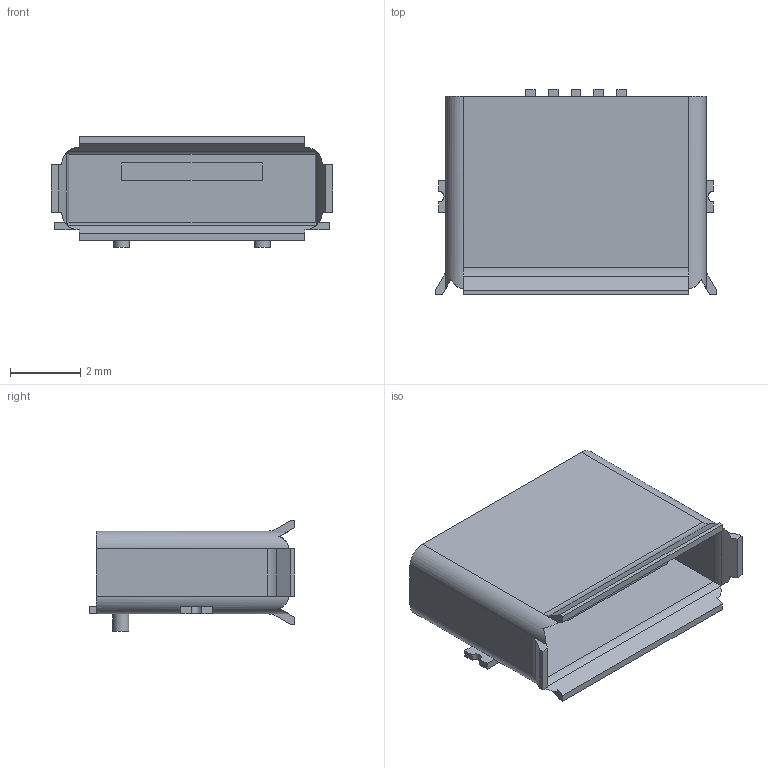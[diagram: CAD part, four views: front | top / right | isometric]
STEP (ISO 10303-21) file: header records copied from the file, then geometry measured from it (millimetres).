
FILE_DESCRIPTION( ( 'Unknown' ), '1' );
FILE_NAME( 'USB_Micro-B_China-MK5P-SMD.step', 'Unknown', ( 'Unknown' ), ( 'Unknown' ), 'PSStep 15.0.49', 'Unknown', ' ' );
FILE_SCHEMA( ( 'AUTOMOTIVE_DESIGN { 1 0 10303 214 1 1 1 1 }' ) );
Length unit declared in the file: millimetre
Products named in the file (1): 1
Bounding box: 8 x 5.84 x 3.15 mm (x, y, z)
Volume: 47.5 mm3; surface area: 247 mm2
Topology: 1 solids, 1 shells, 91 faces, 246 edges, 160 vertices
Faces by surface type: plane 75, cylinder 16
Full cylindrical faces by diameter (mm): 0.45 x2
Entity records: 3562 total; most frequent: CARTESIAN_POINT 520, ORIENTED_EDGE 488, DIRECTION 456, EDGE_CURVE 244, LINE 200, VECTOR 200, VERTEX_POINT 160, AXIS2_PLACEMENT_3D 128
